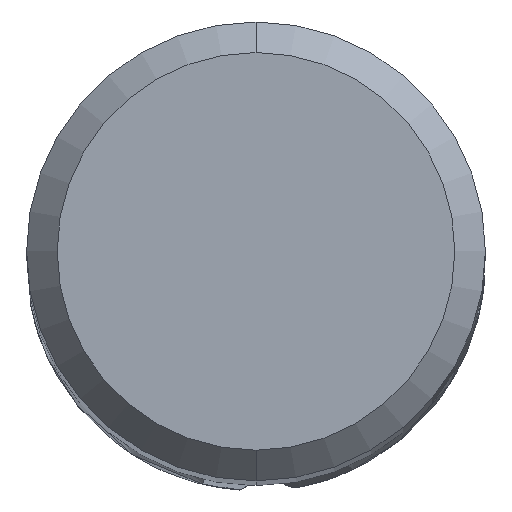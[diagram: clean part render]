
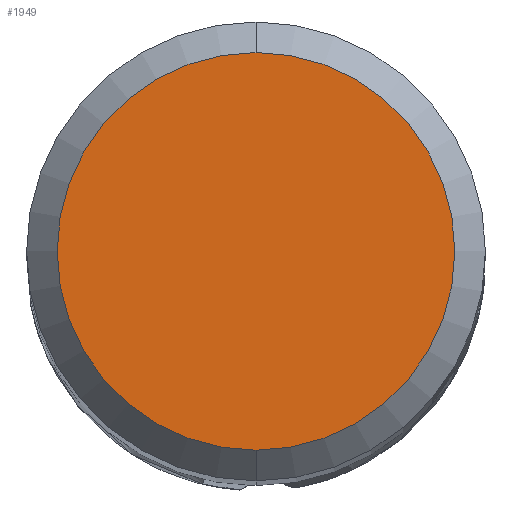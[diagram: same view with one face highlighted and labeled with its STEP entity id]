
A CAD part, top view. The second image highlights one B-rep face of the part: STEP entity #1949.
In plain terms, the highlighted planar face has unit normal (0, 0, 1).
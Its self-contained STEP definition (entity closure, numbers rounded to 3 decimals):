
#1509=VERTEX_POINT('',#3041);
#1823=EDGE_CURVE('',#1897,#1509,#3372,.T.);
#1897=VERTEX_POINT('',#3455);
#1949=ADVANCED_FACE('',(#3513),#3514,.T.);
#2081=EDGE_CURVE('',#1509,#1897,#3655,.T.);
#3041=CARTESIAN_POINT('',(0.0,2.6,0.0));
#3372=CIRCLE('',#9576,2.6);
#3455=CARTESIAN_POINT('',(0.,-2.6,0.0));
#3513=FACE_OUTER_BOUND('',#10416,.T.);
#3514=PLANE('',#10417);
#3655=CIRCLE('',#11283,2.6);
#9576=AXIS2_PLACEMENT_3D('',#13560,#13561,#13562);
#10416=EDGE_LOOP('',(#13750,#13751));
#10417=AXIS2_PLACEMENT_3D('',#13752,#13753,#13754);
#11283=AXIS2_PLACEMENT_3D('',#13880,#13881,#13882);
#13560=CARTESIAN_POINT('',(0.0,0.0,0.0));
#13561=DIRECTION('',(0.0,0.0,-1.0));
#13562=DIRECTION('',(0.0,1.0,0.0));
#13750=ORIENTED_EDGE('',*,*,#2081,.F.);
#13751=ORIENTED_EDGE('',*,*,#1823,.F.);
#13752=CARTESIAN_POINT('',(0.0,1.3,0.0));
#13753=DIRECTION('',(-0.0,0.0,1.0));
#13754=DIRECTION('',(0.0,-1.0,0.0));
#13880=CARTESIAN_POINT('',(0.0,0.0,0.0));
#13881=DIRECTION('',(0.0,0.0,-1.0));
#13882=DIRECTION('',(0.0,1.0,0.0));
